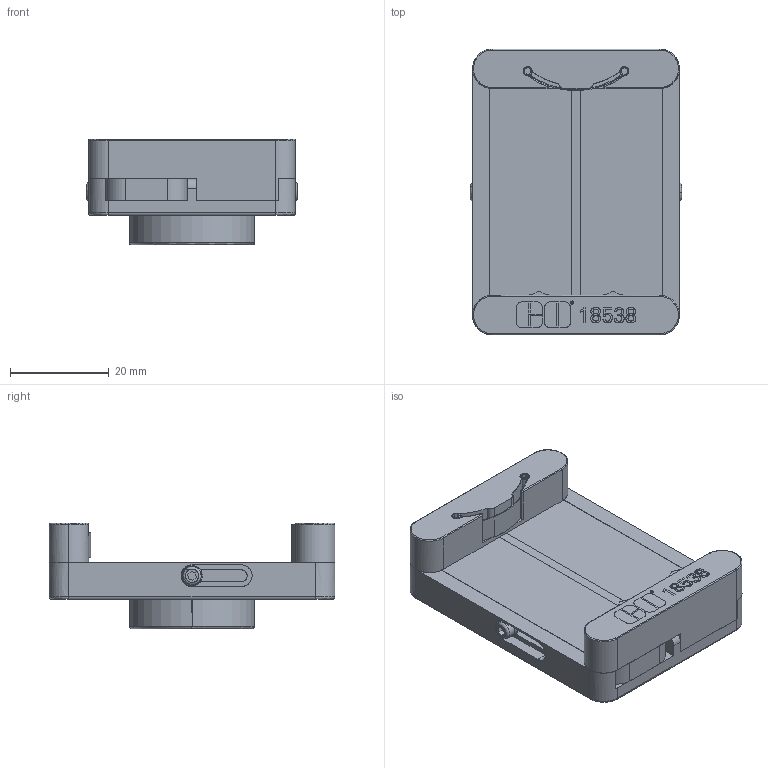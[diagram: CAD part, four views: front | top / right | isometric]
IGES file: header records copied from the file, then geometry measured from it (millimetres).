
Start section: SolidWorks IGES file using analytic representation for surfaces
Global section: file name: Web Model 18538_18538.igs; native system: SolidWorks 2018; preprocessor: SolidWorks 2018; author: JPoff; date: 211101.144815; units: millimetre
Bounding box: 42.88 x 58 x 21.5 mm (x, y, z)
Surface area: 15806.1 mm2 (no closed solid volume)
Topology: 0 solids, 0 shells, 267 faces, 4126 edges, 4118 vertices
Faces by surface type: bspline 153, revolution 114
